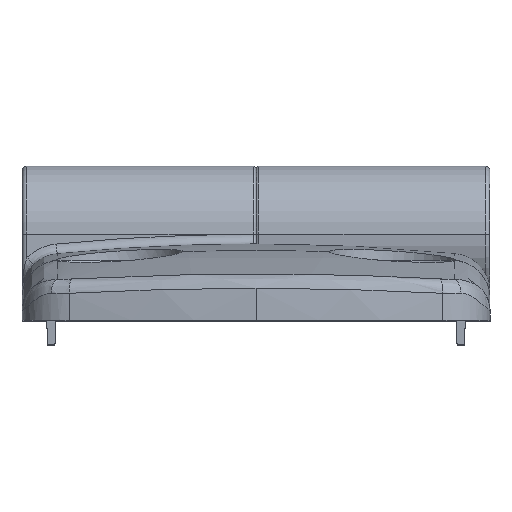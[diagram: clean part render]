
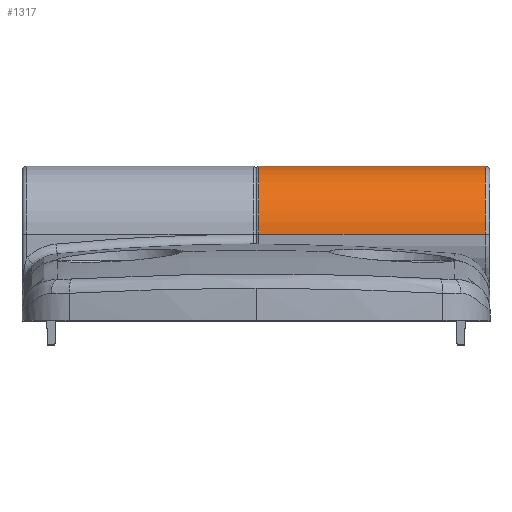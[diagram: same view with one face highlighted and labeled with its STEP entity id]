
A CAD part, top view. The second image highlights one B-rep face of the part: STEP entity #1317.
In plain terms, the highlighted cylindrical face has radius 7 mm (diameter 14 mm), a partial arc.
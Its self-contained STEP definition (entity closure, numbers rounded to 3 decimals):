
#330 = VECTOR ( 'NONE', #2250, 1000. ) ;
#446 = LINE ( 'NONE', #3986, #330 ) ;
#479 = EDGE_CURVE ( 'NONE', #2749, #2063, #446, .T. ) ;
#508 = DIRECTION ( 'NONE',  ( -1., 0., 0. ) ) ;
#883 = CARTESIAN_POINT ( 'NONE',  ( 24., 8.9, 0. ) ) ;
#905 = DIRECTION ( 'NONE',  ( -1., 0., 0. ) ) ;
#975 = EDGE_LOOP ( 'NONE', ( #3876, #1858, #1042, #3796 ) ) ;
#1042 = ORIENTED_EDGE ( 'NONE', *, *, #479, .T. ) ;
#1074 = CARTESIAN_POINT ( 'NONE',  ( 23.5, 8.9, 7. ) ) ;
#1159 = AXIS2_PLACEMENT_3D ( 'NONE', #3457, #1387, #3814 ) ;
#1224 = CARTESIAN_POINT ( 'NONE',  ( 24., 8.9, 7. ) ) ;
#1230 = CIRCLE ( 'NONE', #3745, 7. ) ;
#1250 = EDGE_CURVE ( 'NONE', #2882, #2749, #1230, .T. ) ;
#1317 = ADVANCED_FACE ( 'NONE', ( #3898 ), #3786, .T. ) ;
#1387 = DIRECTION ( 'NONE',  ( 1., 0., 0. ) ) ;
#1570 = AXIS2_PLACEMENT_3D ( 'NONE', #883, #2605, #3315 ) ;
#1767 = EDGE_CURVE ( 'NONE', #2882, #1854, #3585, .T. ) ;
#1854 = VERTEX_POINT ( 'NONE', #3681 ) ;
#1858 = ORIENTED_EDGE ( 'NONE', *, *, #1250, .T. ) ;
#2028 = EDGE_CURVE ( 'NONE', #2063, #1854, #2595, .T. ) ;
#2063 = VERTEX_POINT ( 'NONE', #4143 ) ;
#2250 = DIRECTION ( 'NONE',  ( -1., 0., 0. ) ) ;
#2595 = CIRCLE ( 'NONE', #1159, 7. ) ;
#2605 = DIRECTION ( 'NONE',  ( -1., 0., 0. ) ) ;
#2749 = VERTEX_POINT ( 'NONE', #3086 ) ;
#2882 = VERTEX_POINT ( 'NONE', #1074 ) ;
#2980 = CARTESIAN_POINT ( 'NONE',  ( 23.5, 8.9, 0. ) ) ;
#3086 = CARTESIAN_POINT ( 'NONE',  ( 23.5, 8.9, -7. ) ) ;
#3315 = DIRECTION ( 'NONE',  ( 0., 0., 1. ) ) ;
#3331 = DIRECTION ( 'NONE',  ( 0., 0., 1. ) ) ;
#3457 = CARTESIAN_POINT ( 'NONE',  ( 0.3, 8.9, 0. ) ) ;
#3585 = LINE ( 'NONE', #1224, #4059 ) ;
#3681 = CARTESIAN_POINT ( 'NONE',  ( 0.3, 8.9, 7. ) ) ;
#3745 = AXIS2_PLACEMENT_3D ( 'NONE', #2980, #905, #3331 ) ;
#3786 = CYLINDRICAL_SURFACE ( 'NONE', #1570, 7. ) ;
#3796 = ORIENTED_EDGE ( 'NONE', *, *, #2028, .T. ) ;
#3814 = DIRECTION ( 'NONE',  ( 0., 0., 1. ) ) ;
#3876 = ORIENTED_EDGE ( 'NONE', *, *, #1767, .F. ) ;
#3898 = FACE_OUTER_BOUND ( 'NONE', #975, .T. ) ;
#3986 = CARTESIAN_POINT ( 'NONE',  ( 24., 8.9, -7. ) ) ;
#4059 = VECTOR ( 'NONE', #508, 1000. ) ;
#4143 = CARTESIAN_POINT ( 'NONE',  ( 0.3, 8.9, -7. ) ) ;
